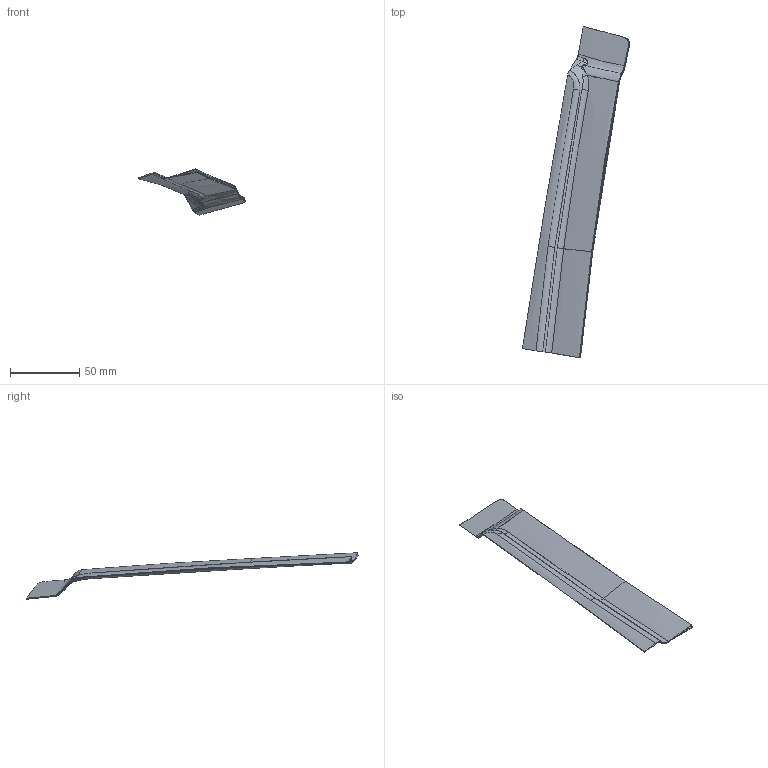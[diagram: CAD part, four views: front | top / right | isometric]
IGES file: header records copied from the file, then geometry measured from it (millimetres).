
Start section: START RECORD GO HERE.
Global section: file name: TEST_1.igs; native system: DASSAULT SYSTEMES CATIA Version 5-6 Release 2014 - www.3ds.com; preprocessor: V5-6R2014_5.24.4.0.09-01-2014.20.00; author: bbrockma; organization: TC-PLM; date: 20150213.154224; units: millimetre
Bounding box: 77.39 x 239.74 x 33.62 mm (x, y, z)
Surface area: 38590.7 mm2 (no closed solid volume)
Topology: 0 solids, 0 shells, 136 faces, 630 edges, 628 vertices
Faces by surface type: bspline 136
